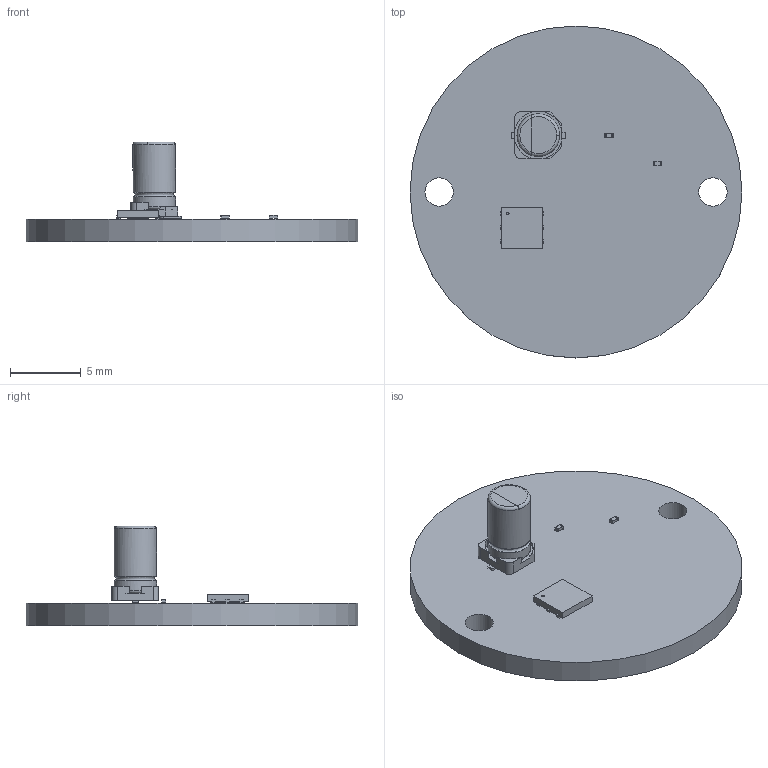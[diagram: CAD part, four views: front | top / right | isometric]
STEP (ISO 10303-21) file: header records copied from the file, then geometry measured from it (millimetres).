
FILE_DESCRIPTION(('KiCad electronic assembly'),'2;1');
FILE_NAME('Temperatura.step','2020-12-02T01:15:45',('An Author'),( 'A Company'),'Open CASCADE STEP processor 6.9', 'KiCad to STEP converter','Unknown');
FILE_SCHEMA(('AUTOMOTIVE_DESIGN { 1 0 10303 214 1 1 1 1 }'));
Length unit declared in the file: millimetre
Products named in the file (8): Open CASCADE STEP translator 6.9 1; CP_Elec_3x5.4; SOLID; R_0201_0603Metric; DFN-6-1EP_3x3mm_P1mm_EP1.5x2.4mm; COMPOUND
Assembly tree (8 placements, depth 3):
  Open CASCADE STEP translator 6.9 1
    CP_Elec_3x5.4
      SOLID
    R_0201_0603Metric  x2
      SOLID
    DFN-6-1EP_3x3mm_P1mm_EP1.5x2.4mm
      SOLID
    COMPOUND
Bounding box: 23.41 x 23.41 x 7.05 mm (x, y, z)
Volume: 722.1 mm3; surface area: 1093.2 mm2
Topology: 5 solids, 5 shells, 148 faces, 386 edges, 251 vertices
Faces by surface type: plane 111, cylinder 30, torus 4, bspline 2, revolution 1
Full cylindrical faces by diameter (mm): 0.2 x1, 2 x2, 3 x2, 23.409 x1
Entity records: 9181 total; most frequent: CARTESIAN_POINT 1747, DIRECTION 1232, LINE 842, VECTOR 842, ORIENTED_EDGE 636, PCURVE 636, DEFINITIONAL_REPRESENTATION 636, EDGE_CURVE 318
